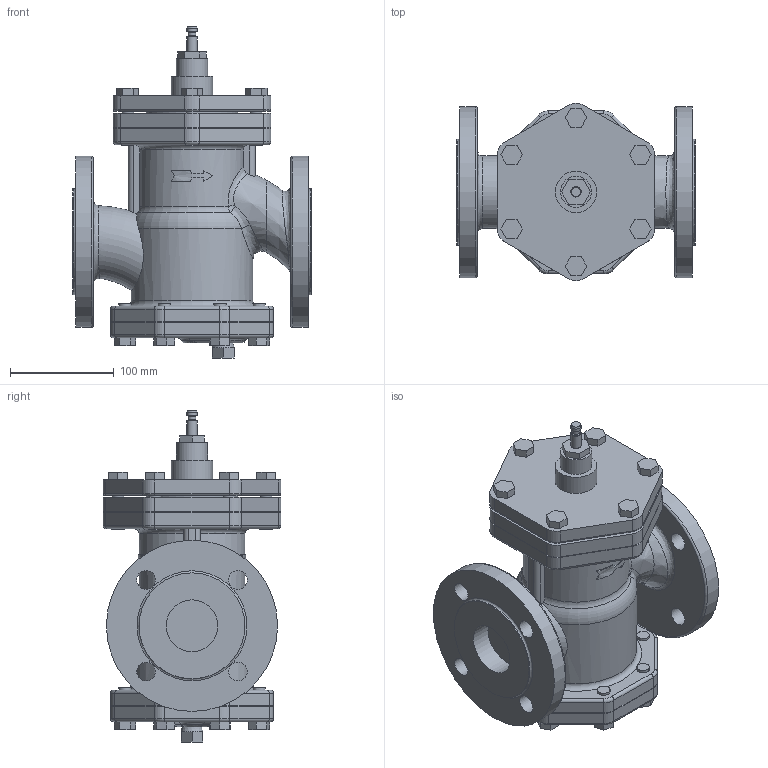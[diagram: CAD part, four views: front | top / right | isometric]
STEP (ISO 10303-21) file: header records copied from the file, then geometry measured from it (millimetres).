
FILE_DESCRIPTION(/* description */ (''),/* implementation_level */ '2;1');
FILE_NAME(/* name */ 'cvsr0-050-e0025-01.stp',/* time_stamp */ '2018-08-23T09:27:09+09:00',/* author */ ('nakaot'),/* organization */ (''),/* preprocessor_version */ 'ST-DEVELOPER v15.6',/* originating_system */ 'Autodesk Inventor 2015',/* authorisation */ '');
FILE_SCHEMA (('CONFIG_CONTROL_DESIGN'));
Length unit declared in the file: millimetre
Products named in the file (1): cvsr0-050-e0025-01
Bounding box: 230 x 171.16 x 320 mm (x, y, z)
Volume: 4117719.7 mm3; surface area: 359503.2 mm2
Topology: 1 solids, 1 shells, 424 faces, 1024 edges, 656 vertices
Faces by surface type: plane 208, cylinder 141, torus 42, bspline 28, cone 5
Full cylindrical faces by diameter (mm): 7.5 x1, 9.95 x2, 12 x34, 14 x8, 18 x8, 30 x1, 40 x1, 50 x2, 88 x1, 100 x1, 102 x2, 117 x1, 120 x1, 165 x2
Entity records: 13648 total; most frequent: CARTESIAN_POINT 3960, DIRECTION 1998, ORIENTED_EDGE 1850, EDGE_CURVE 925, AXIS2_PLACEMENT_3D 749, VERTEX_POINT 636, EDGE_LOOP 615, LINE 500
